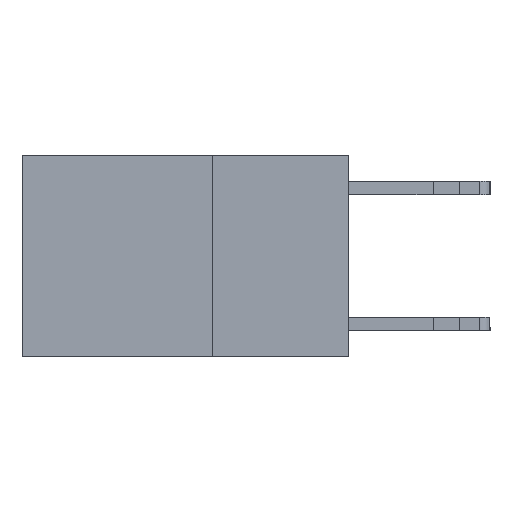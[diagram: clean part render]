
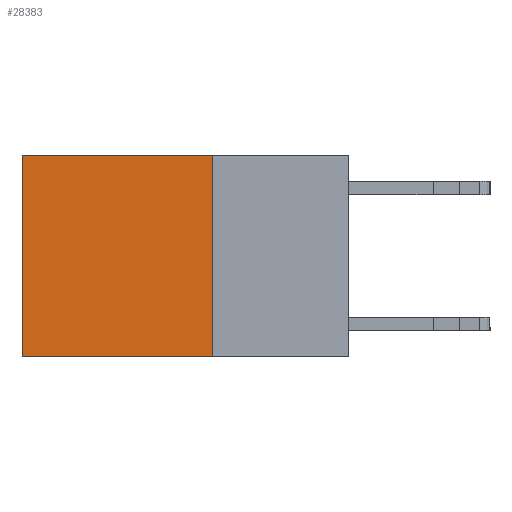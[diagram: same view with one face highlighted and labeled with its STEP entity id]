
A CAD part, left-side view. The second image highlights one B-rep face of the part: STEP entity #28383.
In plain terms, the highlighted planar face has unit normal (-1, 0, 0).
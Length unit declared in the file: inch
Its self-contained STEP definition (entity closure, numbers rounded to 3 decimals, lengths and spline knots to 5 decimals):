
#1093 = DIRECTION ( 'NONE',  ( 0., 1., 0. ) ) ;
#1553 = ORIENTED_EDGE ( 'NONE', *, *, #10543, .F. ) ;
#1741 = DIRECTION ( 'NONE',  ( 0., 1., 0. ) ) ;
#2226 = EDGE_CURVE ( 'NONE', #18679, #29049, #21267, .T. ) ;
#2401 = CARTESIAN_POINT ( 'NONE',  ( 0.2625, 0.6, 0. ) ) ;
#2515 = CARTESIAN_POINT ( 'NONE',  ( 0.2625, 0.6, -0.37 ) ) ;
#3539 = VECTOR ( 'NONE', #11063, 39.37008 ) ;
#4087 = CARTESIAN_POINT ( 'NONE',  ( 0.2625, 0.25, -0.37 ) ) ;
#4456 = LINE ( 'NONE', #2401, #27856 ) ;
#6536 = ORIENTED_EDGE ( 'NONE', *, *, #23288, .F. ) ;
#7290 = CARTESIAN_POINT ( 'NONE',  ( 0.2625, 0.25, 0. ) ) ;
#8120 = DIRECTION ( 'NONE',  ( 1., 0., 0. ) ) ;
#8864 = CARTESIAN_POINT ( 'NONE',  ( 0.2625, 0.25, 0. ) ) ;
#10172 = FACE_OUTER_BOUND ( 'NONE', #14060, .T. ) ;
#10543 = EDGE_CURVE ( 'NONE', #24044, #23888, #10986, .T. ) ;
#10986 = LINE ( 'NONE', #4087, #16535 ) ;
#11063 = DIRECTION ( 'NONE',  ( 0., 0., -1. ) ) ;
#11426 = VECTOR ( 'NONE', #1093, 39.37008 ) ;
#12236 = DIRECTION ( 'NONE',  ( 0., 0., -1. ) ) ;
#13554 = ORIENTED_EDGE ( 'NONE', *, *, #15916, .T. ) ;
#14060 = EDGE_LOOP ( 'NONE', ( #13554, #1553, #6536, #25111 ) ) ;
#14600 = PLANE ( 'NONE',  #18689 ) ;
#15212 = LINE ( 'NONE', #8864, #3539 ) ;
#15916 = EDGE_CURVE ( 'NONE', #29049, #23888, #4456, .T. ) ;
#16535 = VECTOR ( 'NONE', #1741, 39.37008 ) ;
#18005 = DIRECTION ( 'NONE',  ( 0., 0., -1. ) ) ;
#18679 = VERTEX_POINT ( 'NONE', #7290 ) ;
#18689 = AXIS2_PLACEMENT_3D ( 'NONE', #23593, #8120, #12236 ) ;
#21267 = LINE ( 'NONE', #28174, #11426 ) ;
#23288 = EDGE_CURVE ( 'NONE', #18679, #24044, #15212, .T. ) ;
#23593 = CARTESIAN_POINT ( 'NONE',  ( 0.2625, 0.25, 0. ) ) ;
#23888 = VERTEX_POINT ( 'NONE', #2515 ) ;
#24044 = VERTEX_POINT ( 'NONE', #28257 ) ;
#25111 = ORIENTED_EDGE ( 'NONE', *, *, #2226, .T. ) ;
#27062 = CARTESIAN_POINT ( 'NONE',  ( 0.2625, 0.6, 0. ) ) ;
#27856 = VECTOR ( 'NONE', #18005, 39.37008 ) ;
#28174 = CARTESIAN_POINT ( 'NONE',  ( 0.2625, 0.25, 0. ) ) ;
#28257 = CARTESIAN_POINT ( 'NONE',  ( 0.2625, 0.25, -0.37 ) ) ;
#28383 = ADVANCED_FACE ( 'NONE', ( #10172 ), #14600, .F. ) ;
#29049 = VERTEX_POINT ( 'NONE', #27062 ) ;
